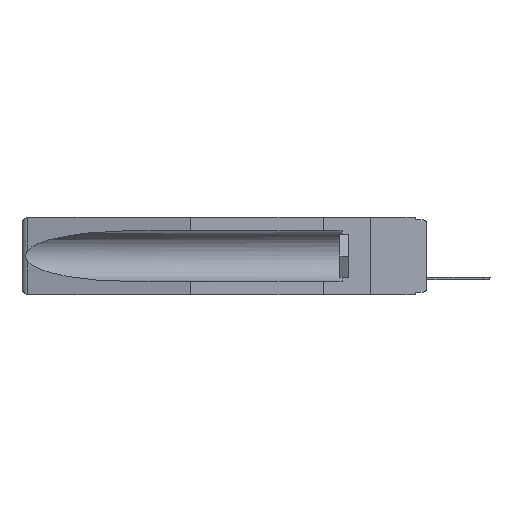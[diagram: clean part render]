
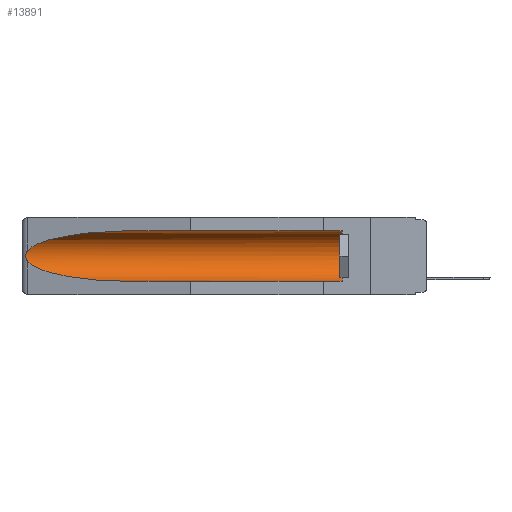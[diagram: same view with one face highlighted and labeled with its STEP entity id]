
A CAD part, left-side view. The second image highlights one B-rep face of the part: STEP entity #13891.
In plain terms, the highlighted cylindrical face has radius 2.857 mm (diameter 5.715 mm), a partial arc.
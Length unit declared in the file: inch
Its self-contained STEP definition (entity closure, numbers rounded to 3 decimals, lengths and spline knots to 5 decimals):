
#65 = EDGE_CURVE ( 'NONE', #1269, #11312, #12025, .T. ) ;
#141 = VECTOR ( 'NONE', #6771, 39.37008 ) ;
#1052 = CARTESIAN_POINT ( 'NONE',  ( 0.155, -0.30754, -0.059 ) ) ;
#1079 = CARTESIAN_POINT ( 'NONE',  ( 0.26655, 1.53094, -0.18657 ) ) ;
#1269 = VERTEX_POINT ( 'NONE', #17406 ) ;
#1716 = AXIS2_PLACEMENT_3D ( 'NONE', #12003, #7759, #14656 ) ;
#2103 = EDGE_CURVE ( 'NONE', #10156, #6352, #10213, .T. ) ;
#2183 = CARTESIAN_POINT ( 'NONE',  ( 0.155, 1.07973, -0.059 ) ) ;
#2684 = CARTESIAN_POINT ( 'NONE',  ( 0.21114, 1.30732, -0.284 ) ) ;
#2805 = CARTESIAN_POINT ( 'NONE',  ( 0.155, -0.30754, -0.284 ) ) ;
#3421 = CARTESIAN_POINT ( 'NONE',  ( 0.25451, 1.48313, -0.09465 ) ) ;
#4326 = DIRECTION ( 'NONE',  ( 0., 0., 1. ) ) ;
#4397 = DIRECTION ( 'NONE',  ( 0., 1., 0. ) ) ;
#4684 = EDGE_CURVE ( 'NONE', #10156, #8145, #9940, .T. ) ;
#4904 = EDGE_CURVE ( 'NONE', #11312, #5149, #15683, .T. ) ;
#5149 = VERTEX_POINT ( 'NONE', #9309 ) ;
#5168 = CARTESIAN_POINT ( 'NONE',  ( 0.155, 0.126, -0.284 ) ) ;
#5181 = ORIENTED_EDGE ( 'NONE', *, *, #4904, .T. ) ;
#5190 = CARTESIAN_POINT ( 'NONE',  ( 0.26597, 1.52961, -0.15275 ) ) ;
#5399 = ORIENTED_EDGE ( 'NONE', *, *, #2103, .T. ) ;
#5651 = ORIENTED_EDGE ( 'NONE', *, *, #65, .T. ) ;
#6352 = VERTEX_POINT ( 'NONE', #9960 ) ;
#6771 = DIRECTION ( 'NONE',  ( 0., 1., 0. ) ) ;
#6914 = CARTESIAN_POINT ( 'NONE',  ( 0.155, 1.07973, -0.284 ) ) ;
#7759 = DIRECTION ( 'NONE',  ( 0., 1., 0. ) ) ;
#8145 = VERTEX_POINT ( 'NONE', #13221 ) ;
#8401 = CARTESIAN_POINT ( 'NONE',  ( 0.26654, 1.53092, -0.15636 ) ) ;
#8791 = CARTESIAN_POINT ( 'NONE',  ( 0.26537, 1.52718, -0.14972 ) ) ;
#8831 = CARTESIAN_POINT ( 'NONE',  ( 0.155, 0.126, -0.1715 ) ) ;
#8858 = EDGE_CURVE ( 'NONE', #6352, #1269, #15563, .T. ) ;
#9309 = CARTESIAN_POINT ( 'NONE',  ( 0.26537, 1.52718, -0.19328 ) ) ;
#9940 = LINE ( 'NONE', #2805, #17820 ) ;
#9960 = CARTESIAN_POINT ( 'NONE',  ( 0.155, 0.126, -0.059 ) ) ;
#10156 = VERTEX_POINT ( 'NONE', #5168 ) ;
#10213 = CIRCLE ( 'NONE', #13550, 0.1125 ) ;
#10936 = CARTESIAN_POINT ( 'NONE',  ( 0.2675, 1.53308, -0.17534 ) ) ;
#11030 = CARTESIAN_POINT ( 'NONE',  ( 0.2673, 1.53269, -0.17917 ) ) ;
#11158 = EDGE_CURVE ( 'NONE', #5149, #8145, #12789, .T. ) ;
#11312 = VERTEX_POINT ( 'NONE', #8791 ) ;
#11447 = CARTESIAN_POINT ( 'NONE',  ( 0.25451, 1.48313, -0.24835 ) ) ;
#11543 = CARTESIAN_POINT ( 'NONE',  ( 0.26537, 1.52718, -0.19328 ) ) ;
#12003 = CARTESIAN_POINT ( 'NONE',  ( 0.155, -0.30754, -0.1715 ) ) ;
#12025 =( BOUNDED_CURVE ( )  B_SPLINE_CURVE ( 3, ( #2183, #17939, #3421, #17666 ),
 .UNSPECIFIED., .F., .F. ) 
 B_SPLINE_CURVE_WITH_KNOTS ( ( 4, 4 ),
 ( 4.71239, 6.08839 ),
 .UNSPECIFIED. ) 
 CURVE ( )  GEOMETRIC_REPRESENTATION_ITEM ( )  RATIONAL_B_SPLINE_CURVE ( ( 1., 0.848, 0.848, 1. ) ) 
 REPRESENTATION_ITEM ( '' )  );
#12553 = CARTESIAN_POINT ( 'NONE',  ( 0.26597, 1.5296, -0.19026 ) ) ;
#12748 = CARTESIAN_POINT ( 'NONE',  ( 0.26537, 1.52718, -0.19328 ) ) ;
#12775 = ORIENTED_EDGE ( 'NONE', *, *, #11158, .T. ) ;
#12789 =( BOUNDED_CURVE ( )  B_SPLINE_CURVE ( 3, ( #11543, #11447, #2684, #6914 ),
 .UNSPECIFIED., .F., .F. ) 
 B_SPLINE_CURVE_WITH_KNOTS ( ( 4, 4 ),
 ( 0.1948, 1.5708 ),
 .UNSPECIFIED. ) 
 CURVE ( )  GEOMETRIC_REPRESENTATION_ITEM ( )  RATIONAL_B_SPLINE_CURVE ( ( 1., 0.848, 0.848, 1. ) ) 
 REPRESENTATION_ITEM ( '' )  );
#13221 = CARTESIAN_POINT ( 'NONE',  ( 0.155, 1.07973, -0.284 ) ) ;
#13327 = CYLINDRICAL_SURFACE ( 'NONE', #1716, 0.1125 ) ;
#13550 = AXIS2_PLACEMENT_3D ( 'NONE', #8831, #14596, #4326 ) ;
#13780 = CARTESIAN_POINT ( 'NONE',  ( 0.26537, 1.52718, -0.14972 ) ) ;
#13891 = ADVANCED_FACE ( 'NONE', ( #16082 ), #13327, .F. ) ;
#13970 = CARTESIAN_POINT ( 'NONE',  ( 0.2673, 1.5327, -0.16383 ) ) ;
#14596 = DIRECTION ( 'NONE',  ( 0., -1., 0. ) ) ;
#14656 = DIRECTION ( 'NONE',  ( 0., 0., 1. ) ) ;
#15563 = LINE ( 'NONE', #1052, #141 ) ;
#15683 = B_SPLINE_CURVE_WITH_KNOTS ( 'NONE', 3,
 ( #13780, #5190, #8401, #13970, #17003, #10936, #11030, #1079, #12553, #12748 ),
 .UNSPECIFIED., .F., .F.,
 ( 4, 2, 2, 2, 4 ),
 ( 0., 0.00029, 0.00058, 0.00087, 0.00117 ),
 .UNSPECIFIED. ) ;
#16082 = FACE_OUTER_BOUND ( 'NONE', #17250, .T. ) ;
#16154 = ORIENTED_EDGE ( 'NONE', *, *, #8858, .T. ) ;
#17003 = CARTESIAN_POINT ( 'NONE',  ( 0.2675, 1.53308, -0.16763 ) ) ;
#17250 = EDGE_LOOP ( 'NONE', ( #5651, #5181, #12775, #17634, #5399, #16154 ) ) ;
#17406 = CARTESIAN_POINT ( 'NONE',  ( 0.155, 1.07973, -0.059 ) ) ;
#17634 = ORIENTED_EDGE ( 'NONE', *, *, #4684, .F. ) ;
#17666 = CARTESIAN_POINT ( 'NONE',  ( 0.26537, 1.52718, -0.14972 ) ) ;
#17820 = VECTOR ( 'NONE', #4397, 39.37008 ) ;
#17939 = CARTESIAN_POINT ( 'NONE',  ( 0.21114, 1.30732, -0.059 ) ) ;
